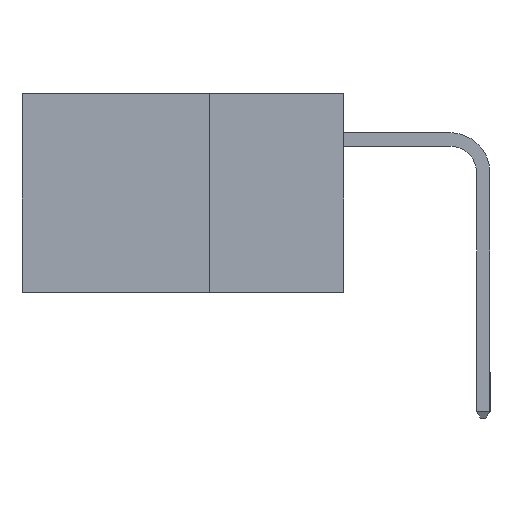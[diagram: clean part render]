
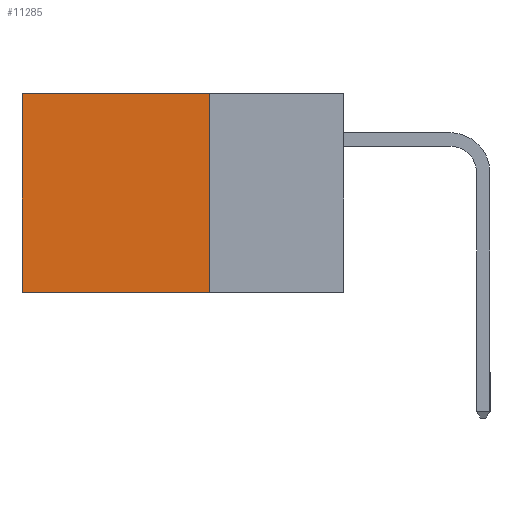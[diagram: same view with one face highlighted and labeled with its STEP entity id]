
A CAD part, left-side view. The second image highlights one B-rep face of the part: STEP entity #11285.
In plain terms, the highlighted planar face has unit normal (-1, 0, 0).
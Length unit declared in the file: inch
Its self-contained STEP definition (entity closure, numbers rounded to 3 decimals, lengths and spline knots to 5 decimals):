
#62 = VERTEX_POINT ( 'NONE', #13807 ) ;
#848 = CARTESIAN_POINT ( 'NONE',  ( 0.2615, 0.25, 0. ) ) ;
#956 = VECTOR ( 'NONE', #10636, 39.37008 ) ;
#2039 = CARTESIAN_POINT ( 'NONE',  ( 0.2615, 0.6, -0.37 ) ) ;
#2301 = PLANE ( 'NONE',  #12831 ) ;
#2919 = ORIENTED_EDGE ( 'NONE', *, *, #8850, .F. ) ;
#3076 = VERTEX_POINT ( 'NONE', #2039 ) ;
#3226 = VECTOR ( 'NONE', #14581, 39.37008 ) ;
#3541 = EDGE_LOOP ( 'NONE', ( #12854, #3847, #2919, #12079 ) ) ;
#3847 = ORIENTED_EDGE ( 'NONE', *, *, #8643, .F. ) ;
#4538 = CARTESIAN_POINT ( 'NONE',  ( 0.2615, 0.25, -0.37 ) ) ;
#4767 = DIRECTION ( 'NONE',  ( 0., 0., -1. ) ) ;
#4980 = VERTEX_POINT ( 'NONE', #14066 ) ;
#6100 = VECTOR ( 'NONE', #14245, 39.37008 ) ;
#6795 = LINE ( 'NONE', #848, #12578 ) ;
#8515 = EDGE_CURVE ( 'NONE', #62, #9620, #6795, .T. ) ;
#8643 = EDGE_CURVE ( 'NONE', #4980, #3076, #12368, .T. ) ;
#8850 = EDGE_CURVE ( 'NONE', #62, #4980, #15619, .T. ) ;
#8866 = CARTESIAN_POINT ( 'NONE',  ( 0.2615, 0.25, -0.37 ) ) ;
#9251 = DIRECTION ( 'NONE',  ( 0., 1., 0. ) ) ;
#9419 = CARTESIAN_POINT ( 'NONE',  ( 0.2615, 0.6, -0.37 ) ) ;
#9596 = DIRECTION ( 'NONE',  ( 1., 0., 0. ) ) ;
#9620 = VERTEX_POINT ( 'NONE', #13196 ) ;
#10636 = DIRECTION ( 'NONE',  ( 0., 0., -1. ) ) ;
#11285 = ADVANCED_FACE ( 'NONE', ( #15464 ), #2301, .F. ) ;
#12079 = ORIENTED_EDGE ( 'NONE', *, *, #8515, .T. ) ;
#12368 = LINE ( 'NONE', #8866, #3226 ) ;
#12578 = VECTOR ( 'NONE', #9251, 39.37008 ) ;
#12831 = AXIS2_PLACEMENT_3D ( 'NONE', #15616, #9596, #4767 ) ;
#12854 = ORIENTED_EDGE ( 'NONE', *, *, #14213, .T. ) ;
#13196 = CARTESIAN_POINT ( 'NONE',  ( 0.2615, 0.6, 0. ) ) ;
#13807 = CARTESIAN_POINT ( 'NONE',  ( 0.2615, 0.25, 0. ) ) ;
#14066 = CARTESIAN_POINT ( 'NONE',  ( 0.2615, 0.25, -0.37 ) ) ;
#14213 = EDGE_CURVE ( 'NONE', #9620, #3076, #15359, .T. ) ;
#14245 = DIRECTION ( 'NONE',  ( 0., 0., -1. ) ) ;
#14581 = DIRECTION ( 'NONE',  ( 0., 1., 0. ) ) ;
#15359 = LINE ( 'NONE', #9419, #6100 ) ;
#15464 = FACE_OUTER_BOUND ( 'NONE', #3541, .T. ) ;
#15616 = CARTESIAN_POINT ( 'NONE',  ( 0.2615, 0.25, -0.37 ) ) ;
#15619 = LINE ( 'NONE', #4538, #956 ) ;
